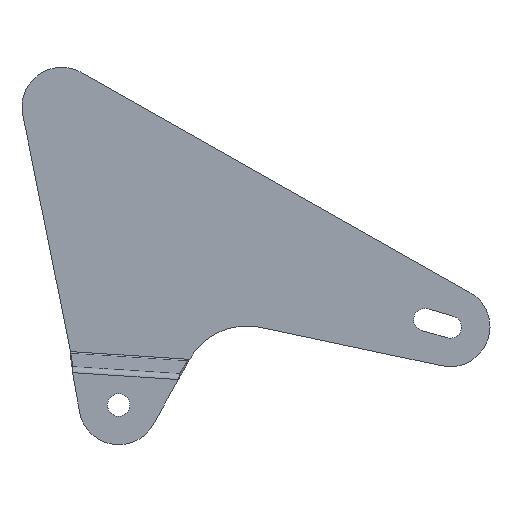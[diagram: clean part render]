
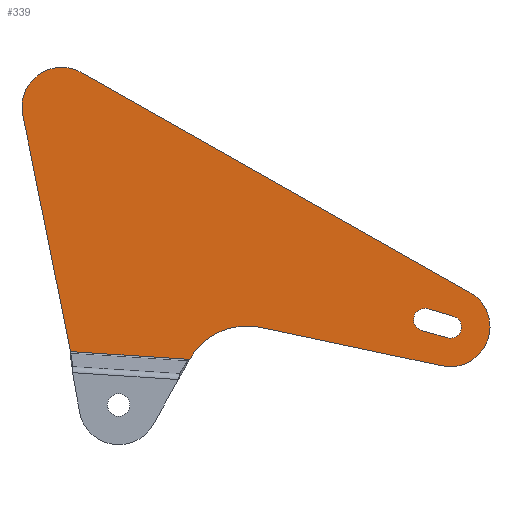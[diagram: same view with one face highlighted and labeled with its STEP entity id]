
A CAD part, left-side view. The second image highlights one B-rep face of the part: STEP entity #339.
In plain terms, the highlighted planar face has unit normal (-1, 0, 0).
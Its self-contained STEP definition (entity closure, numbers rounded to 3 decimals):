
#8 = DIRECTION ( 'NONE',  ( 1., 0., 0. ) ) ;
#10 = CARTESIAN_POINT ( 'NONE',  ( 15.666, -125.247, 29.48 ) ) ;
#11 = DIRECTION ( 'NONE',  ( 0., 0.998, 0.065 ) ) ;
#12 = CARTESIAN_POINT ( 'NONE',  ( 15.666, -67.371, 14.617 ) ) ;
#23 = ORIENTED_EDGE ( 'NONE', *, *, #264, .T. ) ;
#26 = ORIENTED_EDGE ( 'NONE', *, *, #263, .F. ) ;
#40 = ORIENTED_EDGE ( 'NONE', *, *, #96, .T. ) ;
#53 = VERTEX_POINT ( 'NONE', #538 ) ;
#64 = ORIENTED_EDGE ( 'NONE', *, *, #254, .T. ) ;
#67 = ORIENTED_EDGE ( 'NONE', *, *, #269, .T. ) ;
#68 = AXIS2_PLACEMENT_3D ( 'NONE', #1108, #1106, #1100 ) ;
#70 = AXIS2_PLACEMENT_3D ( 'NONE', #10, #8, #1134 ) ;
#73 = ORIENTED_EDGE ( 'NONE', *, *, #252, .T. ) ;
#91 = EDGE_CURVE ( 'NONE', #53, #605, #503, .T. ) ;
#96 = EDGE_CURVE ( 'NONE', #711, #891, #857, .T. ) ;
#107 = PLANE ( 'NONE',  #187 ) ;
#121 = CARTESIAN_POINT ( 'NONE',  ( 15.666, -132.635, 42.534 ) ) ;
#129 = ORIENTED_EDGE ( 'NONE', *, *, #253, .T. ) ;
#134 = ORIENTED_EDGE ( 'NONE', *, *, #257, .F. ) ;
#147 = ORIENTED_EDGE ( 'NONE', *, *, #304, .F. ) ;
#157 = CARTESIAN_POINT ( 'NONE',  ( 15.666, -129.497, 29.48 ) ) ;
#160 = CARTESIAN_POINT ( 'NONE',  ( 15.666, -124.064, 25.398 ) ) ;
#166 = CARTESIAN_POINT ( 'NONE',  ( 15.666, 36.232, 109.586 ) ) ;
#176 = CARTESIAN_POINT ( 'NONE',  ( 15.666, -116.826, 36.345 ) ) ;
#187 = AXIS2_PLACEMENT_3D ( 'NONE', #622, #643, #699 ) ;
#190 = AXIS2_PLACEMENT_3D ( 'NONE', #419, #417, #415 ) ;
#191 = AXIS2_PLACEMENT_3D ( 'NONE', #434, #433, #430 ) ;
#202 = ORIENTED_EDGE ( 'NONE', *, *, #258, .T. ) ;
#210 = CARTESIAN_POINT ( 'NONE',  ( 15.666, -53.687, 29.347 ) ) ;
#212 = ORIENTED_EDGE ( 'NONE', *, *, #256, .T. ) ;
#215 = CARTESIAN_POINT ( 'NONE',  ( 15.666, 14.14, 125.611 ) ) ;
#241 = ORIENTED_EDGE ( 'NONE', *, *, #91, .F. ) ;
#252 = EDGE_CURVE ( 'NONE', #955, #639, #474, .T. ) ;
#253 = EDGE_CURVE ( 'NONE', #639, #952, #829, .T. ) ;
#254 = EDGE_CURVE ( 'NONE', #952, #711, #819, .T. ) ;
#255 = ORIENTED_EDGE ( 'NONE', *, *, #272, .F. ) ;
#256 = EDGE_CURVE ( 'NONE', #891, #955, #473, .T. ) ;
#257 = EDGE_CURVE ( 'NONE', #1126, #956, #805, .T. ) ;
#258 = EDGE_CURVE ( 'NONE', #1126, #958, #830, .T. ) ;
#263 = EDGE_CURVE ( 'NONE', #647, #958, #451, .T. ) ;
#264 = EDGE_CURVE ( 'NONE', #634, #964, #590, .T. ) ;
#269 = EDGE_CURVE ( 'NONE', #964, #605, #822, .T. ) ;
#272 = EDGE_CURVE ( 'NONE', #956, #53, #443, .T. ) ;
#304 = EDGE_CURVE ( 'NONE', #634, #647, #428, .T. ) ;
#339 = ADVANCED_FACE ( 'NONE', ( #894, #758 ), #107, .T. ) ;
#348 = DIRECTION ( 'NONE',  ( 0., -1., 0. ) ) ;
#350 = DIRECTION ( 'NONE',  ( 1., 0., 0. ) ) ;
#351 = CARTESIAN_POINT ( 'NONE',  ( 15.666, -125.247, 29.48 ) ) ;
#388 = DIRECTION ( 'NONE',  ( 0., 0., -1. ) ) ;
#391 = DIRECTION ( 'NONE',  ( 1., 0., 0. ) ) ;
#392 = CARTESIAN_POINT ( 'NONE',  ( 15.666, -48.492, 4.893 ) ) ;
#394 = CARTESIAN_POINT ( 'NONE',  ( 15.666, -122.13, 14.808 ) ) ;
#397 = DIRECTION ( 'NONE',  ( 0., -0.978, -0.208 ) ) ;
#398 = DIRECTION ( 'NONE',  ( 0., -1., 0. ) ) ;
#399 = DIRECTION ( 'NONE',  ( -1., 0., 0. ) ) ;
#400 = CARTESIAN_POINT ( 'NONE',  ( 15.666, 21.529, 112.557 ) ) ;
#408 = DIRECTION ( 'NONE',  ( 0., 0.198, 0.98 ) ) ;
#409 = CARTESIAN_POINT ( 'NONE',  ( 15.666, 42.742, 141.8 ) ) ;
#415 = DIRECTION ( 'NONE',  ( 0., -1., 0. ) ) ;
#417 = DIRECTION ( 'NONE',  ( 1., 0., 0. ) ) ;
#419 = CARTESIAN_POINT ( 'NONE',  ( 15.666, -125.247, 29.48 ) ) ;
#425 = CARTESIAN_POINT ( 'NONE',  ( 15.666, -132.635, 42.534 ) ) ;
#428 = LINE ( 'NONE', #12, #432 ) ;
#430 = DIRECTION ( 'NONE',  ( 0., -1., 0. ) ) ;
#432 = VECTOR ( 'NONE', #11, 1000. ) ;
#433 = DIRECTION ( 'NONE',  ( 1., 0., 0. ) ) ;
#434 = CARTESIAN_POINT ( 'NONE',  ( 15.666, -115.642, 32.264 ) ) ;
#439 = DIRECTION ( 'NONE',  ( 0., -0.87, -0.493 ) ) ;
#443 = CIRCLE ( 'NONE', #878, 15. ) ;
#450 = VECTOR ( 'NONE', #408, 1000. ) ;
#451 = LINE ( 'NONE', #409, #450 ) ;
#457 = CARTESIAN_POINT ( 'NONE',  ( 15.666, -124.064, 25.398 ) ) ;
#458 = CARTESIAN_POINT ( 'NONE',  ( 15.666, -126.43, 33.558 ) ) ;
#459 = VECTOR ( 'NONE', #397, 1000. ) ;
#461 = DIRECTION ( 'NONE',  ( 0., -0.96, -0.279 ) ) ;
#465 = EDGE_LOOP ( 'NONE', ( #73, #129, #64, #40, #212 ) ) ;
#473 = CIRCLE ( 'NONE', #190, 4.25 ) ;
#474 = LINE ( 'NONE', #457, #828 ) ;
#490 = DIRECTION ( 'NONE',  ( 0., 0.96, 0.278 ) ) ;
#503 = CIRCLE ( 'NONE', #70, 15. ) ;
#516 = EDGE_LOOP ( 'NONE', ( #134, #202, #26, #147, #23, #67, #241, #255 ) ) ;
#538 = CARTESIAN_POINT ( 'NONE',  ( 15.666, -140.247, 29.48 ) ) ;
#585 = VECTOR ( 'NONE', #461, 1000. ) ;
#590 = CIRCLE ( 'NONE', #1033, 25. ) ;
#605 = VERTEX_POINT ( 'NONE', #1115 ) ;
#622 = CARTESIAN_POINT ( 'NONE',  ( 15.666, -125.247, 29.48 ) ) ;
#634 = VERTEX_POINT ( 'NONE', #1133 ) ;
#639 = VERTEX_POINT ( 'NONE', #1129 ) ;
#643 = DIRECTION ( 'NONE',  ( -1., 0., 0. ) ) ;
#647 = VERTEX_POINT ( 'NONE', #1138 ) ;
#699 = DIRECTION ( 'NONE',  ( 0., -1., 0. ) ) ;
#711 = VERTEX_POINT ( 'NONE', #1136 ) ;
#758 = FACE_OUTER_BOUND ( 'NONE', #516, .T. ) ;
#805 = LINE ( 'NONE', #425, #818 ) ;
#818 = VECTOR ( 'NONE', #439, 1000. ) ;
#819 = LINE ( 'NONE', #458, #585 ) ;
#822 = LINE ( 'NONE', #394, #459 ) ;
#828 = VECTOR ( 'NONE', #490, 1000. ) ;
#829 = CIRCLE ( 'NONE', #191, 4.25 ) ;
#830 = CIRCLE ( 'NONE', #935, 15. ) ;
#857 = CIRCLE ( 'NONE', #68, 4.25 ) ;
#878 = AXIS2_PLACEMENT_3D ( 'NONE', #351, #350, #348 ) ;
#891 = VERTEX_POINT ( 'NONE', #157 ) ;
#894 = FACE_BOUND ( 'NONE', #465, .T. ) ;
#935 = AXIS2_PLACEMENT_3D ( 'NONE', #400, #399, #398 ) ;
#952 = VERTEX_POINT ( 'NONE', #176 ) ;
#955 = VERTEX_POINT ( 'NONE', #160 ) ;
#956 = VERTEX_POINT ( 'NONE', #121 ) ;
#958 = VERTEX_POINT ( 'NONE', #166 ) ;
#964 = VERTEX_POINT ( 'NONE', #210 ) ;
#1033 = AXIS2_PLACEMENT_3D ( 'NONE', #392, #391, #388 ) ;
#1100 = DIRECTION ( 'NONE',  ( 0., -1., 0. ) ) ;
#1106 = DIRECTION ( 'NONE',  ( 1., 0., 0. ) ) ;
#1108 = CARTESIAN_POINT ( 'NONE',  ( 15.666, -125.247, 29.48 ) ) ;
#1115 = CARTESIAN_POINT ( 'NONE',  ( 15.666, -122.13, 14.808 ) ) ;
#1126 = VERTEX_POINT ( 'NONE', #215 ) ;
#1129 = CARTESIAN_POINT ( 'NONE',  ( 15.666, -114.459, 28.181 ) ) ;
#1133 = CARTESIAN_POINT ( 'NONE',  ( 15.666, -26.77, 17.268 ) ) ;
#1134 = DIRECTION ( 'NONE',  ( 0., -1., 0. ) ) ;
#1136 = CARTESIAN_POINT ( 'NONE',  ( 15.666, -126.598, 33.51 ) ) ;
#1138 = CARTESIAN_POINT ( 'NONE',  ( 15.666, 18.168, 20.202 ) ) ;
